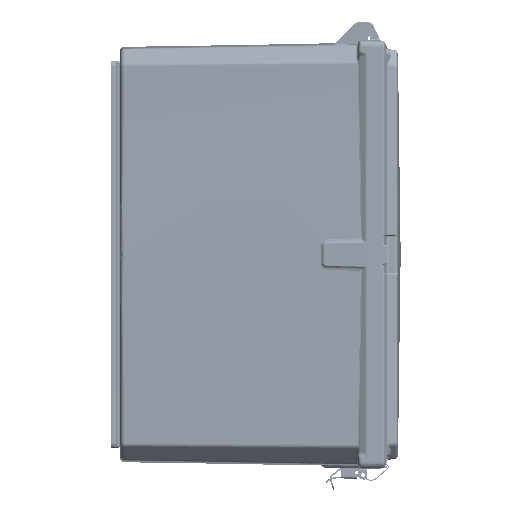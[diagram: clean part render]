
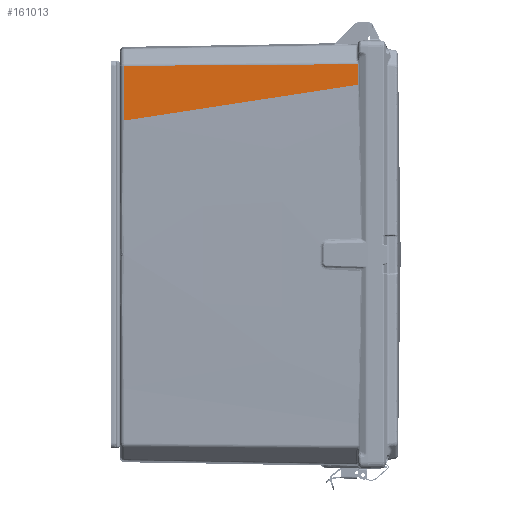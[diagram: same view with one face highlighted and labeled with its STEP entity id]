
A CAD part, front view. The second image highlights one B-rep face of the part: STEP entity #161013.
In plain terms, the highlighted planar face has unit normal (-0.018, -1, 0).
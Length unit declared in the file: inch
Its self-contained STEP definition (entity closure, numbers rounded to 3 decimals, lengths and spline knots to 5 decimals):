
#1653 = VECTOR ( 'NONE', #108877, 39.37008 ) ;
#4410 = CARTESIAN_POINT ( 'NONE',  ( -3.64358, -9.2364, 7.49183 ) ) ;
#5025 = DIRECTION ( 'NONE',  ( -0.017, -1., 0. ) ) ;
#5719 = CARTESIAN_POINT ( 'NONE',  ( -9.78314, -9.12923, 7.44744 ) ) ;
#12084 = LINE ( 'NONE', #90656, #1653 ) ;
#25935 = VERTEX_POINT ( 'NONE', #143245 ) ;
#31387 = EDGE_CURVE ( 'NONE', #69083, #53203, #127503, .T. ) ;
#37875 = CARTESIAN_POINT ( 'NONE',  ( -6.71336, -9.18282, 7.46964 ) ) ;
#38301 = EDGE_CURVE ( 'NONE', #25935, #115266, #105565, .T. ) ;
#43379 = CARTESIAN_POINT ( 'NONE',  ( -0.5738, -9.28998, 6.70255 ) ) ;
#45181 = CARTESIAN_POINT ( 'NONE',  ( -0.5738, -9.28998, 7.51403 ) ) ;
#46041 = ORIENTED_EDGE ( 'NONE', *, *, #121046, .F. ) ;
#53203 = VERTEX_POINT ( 'NONE', #5719 ) ;
#61496 = CARTESIAN_POINT ( 'NONE',  ( -4.00514, -9.23009, 6.17629 ) ) ;
#66587 = CARTESIAN_POINT ( 'NONE',  ( -0.5738, -9.28998, 6.70255 ) ) ;
#69083 = VERTEX_POINT ( 'NONE', #45181 ) ;
#74279 = CARTESIAN_POINT ( 'NONE',  ( -9.78314, -9.12923, -7.57457 ) ) ;
#88164 = DIRECTION ( 'NONE',  ( 0., 0., 1. ) ) ;
#90656 = CARTESIAN_POINT ( 'NONE',  ( -0.5738, -9.28998, 8.96206 ) ) ;
#104784 = CARTESIAN_POINT ( 'NONE',  ( 0., -9.3, 8.96206 ) ) ;
#105565 = B_SPLINE_CURVE_WITH_KNOTS ( 'NONE', 3,
 ( #128530, #212290, #61496, #43379 ),
 .UNSPECIFIED., .F., .F.,
 ( 4, 4 ),
 ( 0., 1. ),
 .UNSPECIFIED. ) ;
#108877 = DIRECTION ( 'NONE',  ( 0., 0., 1. ) ) ;
#115266 = VERTEX_POINT ( 'NONE', #66587 ) ;
#119676 = ORIENTED_EDGE ( 'NONE', *, *, #136246, .T. ) ;
#121046 = EDGE_CURVE ( 'NONE', #25935, #53203, #172834, .T. ) ;
#127503 = B_SPLINE_CURVE_WITH_KNOTS ( 'NONE', 3,
 ( #188639, #4410, #37875, #169783 ),
 .UNSPECIFIED., .F., .F.,
 ( 4, 4 ),
 ( 0., 1. ),
 .UNSPECIFIED. ) ;
#128530 = CARTESIAN_POINT ( 'NONE',  ( -9.78314, -9.12923, 5.29072 ) ) ;
#131193 = VECTOR ( 'NONE', #88164, 39.37008 ) ;
#136246 = EDGE_CURVE ( 'NONE', #115266, #69083, #12084, .T. ) ;
#143245 = CARTESIAN_POINT ( 'NONE',  ( -9.78314, -9.12923, 5.29072 ) ) ;
#148111 = FACE_OUTER_BOUND ( 'NONE', #171527, .T. ) ;
#149665 = ORIENTED_EDGE ( 'NONE', *, *, #38301, .T. ) ;
#155044 = DIRECTION ( 'NONE',  ( 1., -0.017, 0. ) ) ;
#161013 = ADVANCED_FACE ( 'NONE', ( #148111 ), #204506, .T. ) ;
#169783 = CARTESIAN_POINT ( 'NONE',  ( -9.78314, -9.12923, 7.44744 ) ) ;
#171527 = EDGE_LOOP ( 'NONE', ( #149665, #119676, #211160, #46041 ) ) ;
#172834 = LINE ( 'NONE', #74279, #131193 ) ;
#188639 = CARTESIAN_POINT ( 'NONE',  ( -0.5738, -9.28998, 7.51403 ) ) ;
#202263 = AXIS2_PLACEMENT_3D ( 'NONE', #104784, #5025, #155044 ) ;
#204506 = PLANE ( 'NONE',  #202263 ) ;
#211160 = ORIENTED_EDGE ( 'NONE', *, *, #31387, .T. ) ;
#212290 = CARTESIAN_POINT ( 'NONE',  ( -7.07492, -9.17651, 5.70568 ) ) ;
